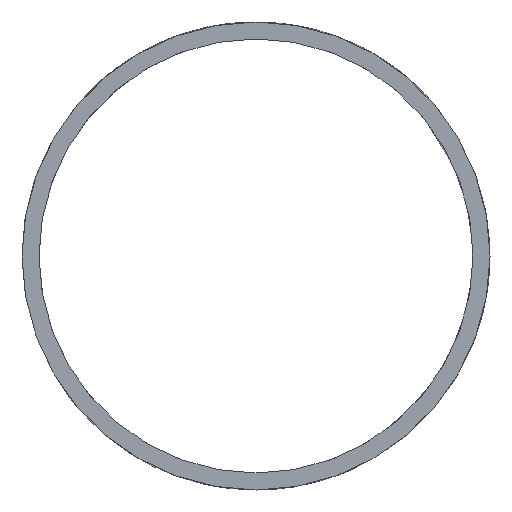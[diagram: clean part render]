
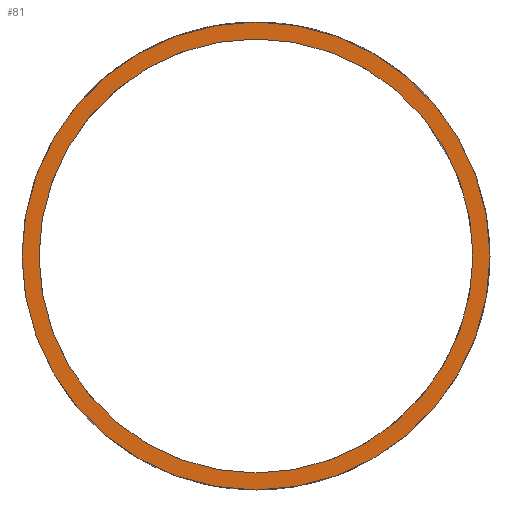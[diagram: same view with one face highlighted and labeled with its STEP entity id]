
A CAD part, front view. The second image highlights one B-rep face of the part: STEP entity #81.
In plain terms, the highlighted planar face has unit normal (0, -1, 0).
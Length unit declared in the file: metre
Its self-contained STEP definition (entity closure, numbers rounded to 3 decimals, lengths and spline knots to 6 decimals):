
#20=PLANE('',#103);
#24=CIRCLE('',#99,0.0255);
#25=CIRCLE('',#101,0.0275);
#32=ORIENTED_EDGE('',*,*,#39,.F.);
#33=ORIENTED_EDGE('',*,*,#41,.T.);
#39=EDGE_CURVE('',#45,#45,#24,.T.);
#41=EDGE_CURVE('',#47,#47,#25,.T.);
#45=VERTEX_POINT('',#131);
#47=VERTEX_POINT('',#170);
#58=EDGE_LOOP('',(#32));
#59=EDGE_LOOP('',(#33));
#70=FACE_BOUND('',#58,.T.);
#71=FACE_BOUND('',#59,.T.);
#81=ADVANCED_FACE('',(#70,#71),#20,.T.);
#99=AXIS2_PLACEMENT_3D('',#130,#112,#113);
#101=AXIS2_PLACEMENT_3D('',#169,#116,#117);
#103=AXIS2_PLACEMENT_3D('',#213,#120,#121);
#112=DIRECTION('',(0.,-1.,0.));
#113=DIRECTION('',(0.,0.,-1.));
#116=DIRECTION('',(0.,-1.,0.));
#117=DIRECTION('',(0.,0.,-1.));
#120=DIRECTION('',(0.,-1.,0.));
#121=DIRECTION('',(1.,0.,0.));
#130=CARTESIAN_POINT('',(0.,-0.75,0.));
#131=CARTESIAN_POINT('',(0.,-0.75,-0.0255));
#169=CARTESIAN_POINT('',(0.,-0.75,0.));
#170=CARTESIAN_POINT('',(0.,-0.75,-0.0275));
#213=CARTESIAN_POINT('',(0.,-0.75,0.));
